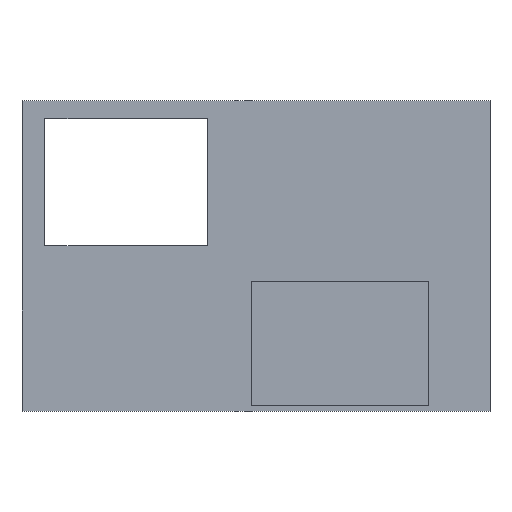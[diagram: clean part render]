
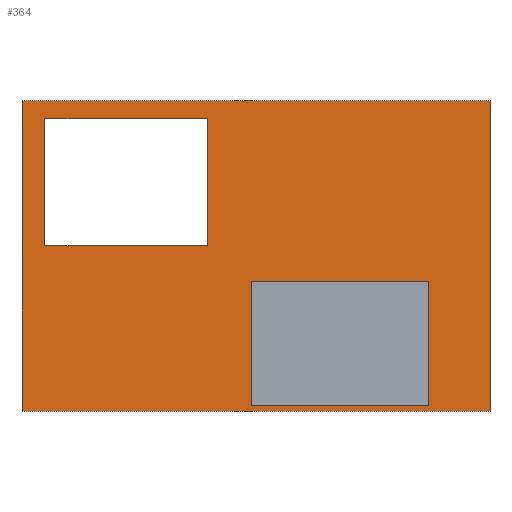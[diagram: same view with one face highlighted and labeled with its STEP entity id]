
A CAD part, top view. The second image highlights one B-rep face of the part: STEP entity #364.
In plain terms, the highlighted planar face has unit normal (0, 0, 1).
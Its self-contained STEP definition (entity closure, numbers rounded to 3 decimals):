
#14 = AXIS2_PLACEMENT_3D ( 'NONE', #75, #363, #73 ) ;
#16 = VERTEX_POINT ( 'NONE', #352 ) ;
#18 = EDGE_CURVE ( 'NONE', #16, #335, #137, .T. ) ;
#22 = ORIENTED_EDGE ( 'NONE', *, *, #18, .T. ) ;
#25 = CARTESIAN_POINT ( 'NONE',  ( -415., 270., 120. ) ) ;
#28 = VERTEX_POINT ( 'NONE', #232 ) ;
#31 = CARTESIAN_POINT ( 'NONE',  ( -95., -30., 120. ) ) ;
#32 = CARTESIAN_POINT ( 'NONE',  ( -9.5, -49.5, 120. ) ) ;
#34 = CARTESIAN_POINT ( 'NONE',  ( -95., 270., 120. ) ) ;
#35 = VECTOR ( 'NONE', #222, 1000. ) ;
#42 = CARTESIAN_POINT ( 'NONE',  ( -9.5, -293.5, 120. ) ) ;
#44 = LINE ( 'NONE', #77, #35 ) ;
#46 = VERTEX_POINT ( 'NONE', #25 ) ;
#50 = LINE ( 'NONE', #441, #182 ) ;
#51 = LINE ( 'NONE', #406, #428 ) ;
#55 = EDGE_CURVE ( 'NONE', #28, #16, #191, .T. ) ;
#56 = DIRECTION ( 'NONE',  ( 0., -1., 0. ) ) ;
#66 = CARTESIAN_POINT ( 'NONE',  ( 339.5, -49.5, 120. ) ) ;
#73 = DIRECTION ( 'NONE',  ( -1., 0., 0. ) ) ;
#75 = CARTESIAN_POINT ( 'NONE',  ( 0., 0., 120. ) ) ;
#77 = CARTESIAN_POINT ( 'NONE',  ( -460., 305., 120. ) ) ;
#81 = DIRECTION ( 'NONE',  ( 0., -1., 0. ) ) ;
#86 = DIRECTION ( 'NONE',  ( 0., 1., 0. ) ) ;
#103 = VERTEX_POINT ( 'NONE', #130 ) ;
#105 = DIRECTION ( 'NONE',  ( 1., 0., 0. ) ) ;
#117 = ORIENTED_EDGE ( 'NONE', *, *, #271, .F. ) ;
#122 = FACE_BOUND ( 'NONE', #251, .T. ) ;
#128 = VECTOR ( 'NONE', #81, 1000. ) ;
#130 = CARTESIAN_POINT ( 'NONE',  ( -9.5, -293.5, 120. ) ) ;
#137 = LINE ( 'NONE', #229, #332 ) ;
#140 = ORIENTED_EDGE ( 'NONE', *, *, #396, .F. ) ;
#144 = CARTESIAN_POINT ( 'NONE',  ( -460., 305., 120. ) ) ;
#147 = CARTESIAN_POINT ( 'NONE',  ( 339.5, -293.5, 120. ) ) ;
#153 = ORIENTED_EDGE ( 'NONE', *, *, #368, .T. ) ;
#157 = FACE_OUTER_BOUND ( 'NONE', #176, .T. ) ;
#167 = VECTOR ( 'NONE', #56, 1000. ) ;
#170 = DIRECTION ( 'NONE',  ( 1., 0., 0. ) ) ;
#176 = EDGE_LOOP ( 'NONE', ( #22, #385, #459, #440 ) ) ;
#178 = DIRECTION ( 'NONE',  ( -1., 0., 0. ) ) ;
#182 = VECTOR ( 'NONE', #246, 1000. ) ;
#184 = PLANE ( 'NONE',  #14 ) ;
#186 = ORIENTED_EDGE ( 'NONE', *, *, #255, .F. ) ;
#191 = LINE ( 'NONE', #389, #378 ) ;
#192 = EDGE_CURVE ( 'NONE', #340, #103, #374, .T. ) ;
#196 = VECTOR ( 'NONE', #276, 1000. ) ;
#202 = LINE ( 'NONE', #42, #245 ) ;
#206 = DIRECTION ( 'NONE',  ( 0., 1., 0. ) ) ;
#219 = FACE_BOUND ( 'NONE', #419, .T. ) ;
#222 = DIRECTION ( 'NONE',  ( -1., 0., 0. ) ) ;
#229 = CARTESIAN_POINT ( 'NONE',  ( 460., -305., 120. ) ) ;
#232 = CARTESIAN_POINT ( 'NONE',  ( -460., -305., 120. ) ) ;
#243 = VECTOR ( 'NONE', #178, 1000. ) ;
#244 = CARTESIAN_POINT ( 'NONE',  ( 339.5, -293.5, 120. ) ) ;
#245 = VECTOR ( 'NONE', #105, 1000. ) ;
#246 = DIRECTION ( 'NONE',  ( 1., 0., 0. ) ) ;
#248 = ORIENTED_EDGE ( 'NONE', *, *, #422, .T. ) ;
#250 = DIRECTION ( 'NONE',  ( 0., -1., 0. ) ) ;
#251 = EDGE_LOOP ( 'NONE', ( #248, #153, #362, #313 ) ) ;
#255 = EDGE_CURVE ( 'NONE', #379, #391, #300, .T. ) ;
#259 = LINE ( 'NONE', #66, #196 ) ;
#267 = VERTEX_POINT ( 'NONE', #34 ) ;
#271 = EDGE_CURVE ( 'NONE', #391, #340, #259, .T. ) ;
#274 = CARTESIAN_POINT ( 'NONE',  ( -415., 20., 120. ) ) ;
#276 = DIRECTION ( 'NONE',  ( -1., 0., 0. ) ) ;
#281 = VERTEX_POINT ( 'NONE', #438 ) ;
#300 = LINE ( 'NONE', #244, #398 ) ;
#308 = VERTEX_POINT ( 'NONE', #274 ) ;
#313 = ORIENTED_EDGE ( 'NONE', *, *, #341, .T. ) ;
#331 = LINE ( 'NONE', #448, #128 ) ;
#332 = VECTOR ( 'NONE', #86, 1000. ) ;
#335 = VERTEX_POINT ( 'NONE', #446 ) ;
#340 = VERTEX_POINT ( 'NONE', #32 ) ;
#341 = EDGE_CURVE ( 'NONE', #267, #281, #462, .T. ) ;
#343 = EDGE_CURVE ( 'NONE', #46, #267, #50, .T. ) ;
#352 = CARTESIAN_POINT ( 'NONE',  ( 460., -305., 120. ) ) ;
#362 = ORIENTED_EDGE ( 'NONE', *, *, #343, .T. ) ;
#363 = DIRECTION ( 'NONE',  ( 0., 0., -1. ) ) ;
#364 = ADVANCED_FACE ( 'NONE', ( #219, #122, #157 ), #184, .F. ) ;
#366 = CARTESIAN_POINT ( 'NONE',  ( 339.5, -49.5, 120. ) ) ;
#368 = EDGE_CURVE ( 'NONE', #308, #46, #51, .T. ) ;
#371 = ORIENTED_EDGE ( 'NONE', *, *, #192, .F. ) ;
#373 = LINE ( 'NONE', #449, #243 ) ;
#374 = LINE ( 'NONE', #382, #167 ) ;
#378 = VECTOR ( 'NONE', #170, 1000. ) ;
#379 = VERTEX_POINT ( 'NONE', #147 ) ;
#382 = CARTESIAN_POINT ( 'NONE',  ( -9.5, -49.5, 120. ) ) ;
#385 = ORIENTED_EDGE ( 'NONE', *, *, #467, .T. ) ;
#389 = CARTESIAN_POINT ( 'NONE',  ( -460., -305., 120. ) ) ;
#390 = VECTOR ( 'NONE', #250, 1000. ) ;
#391 = VERTEX_POINT ( 'NONE', #366 ) ;
#396 = EDGE_CURVE ( 'NONE', #103, #379, #202, .T. ) ;
#398 = VECTOR ( 'NONE', #206, 1000. ) ;
#402 = VERTEX_POINT ( 'NONE', #144 ) ;
#406 = CARTESIAN_POINT ( 'NONE',  ( -415., -30., 120. ) ) ;
#419 = EDGE_LOOP ( 'NONE', ( #186, #140, #371, #117 ) ) ;
#422 = EDGE_CURVE ( 'NONE', #281, #308, #373, .T. ) ;
#428 = VECTOR ( 'NONE', #442, 1000. ) ;
#432 = EDGE_CURVE ( 'NONE', #402, #28, #331, .T. ) ;
#438 = CARTESIAN_POINT ( 'NONE',  ( -95., 20., 120. ) ) ;
#440 = ORIENTED_EDGE ( 'NONE', *, *, #55, .T. ) ;
#441 = CARTESIAN_POINT ( 'NONE',  ( -415., 270., 120. ) ) ;
#442 = DIRECTION ( 'NONE',  ( 0., 1., 0. ) ) ;
#446 = CARTESIAN_POINT ( 'NONE',  ( 460., 305., 120. ) ) ;
#448 = CARTESIAN_POINT ( 'NONE',  ( -460., -305., 120. ) ) ;
#449 = CARTESIAN_POINT ( 'NONE',  ( -415., 20., 120. ) ) ;
#459 = ORIENTED_EDGE ( 'NONE', *, *, #432, .T. ) ;
#462 = LINE ( 'NONE', #31, #390 ) ;
#467 = EDGE_CURVE ( 'NONE', #335, #402, #44, .T. ) ;
